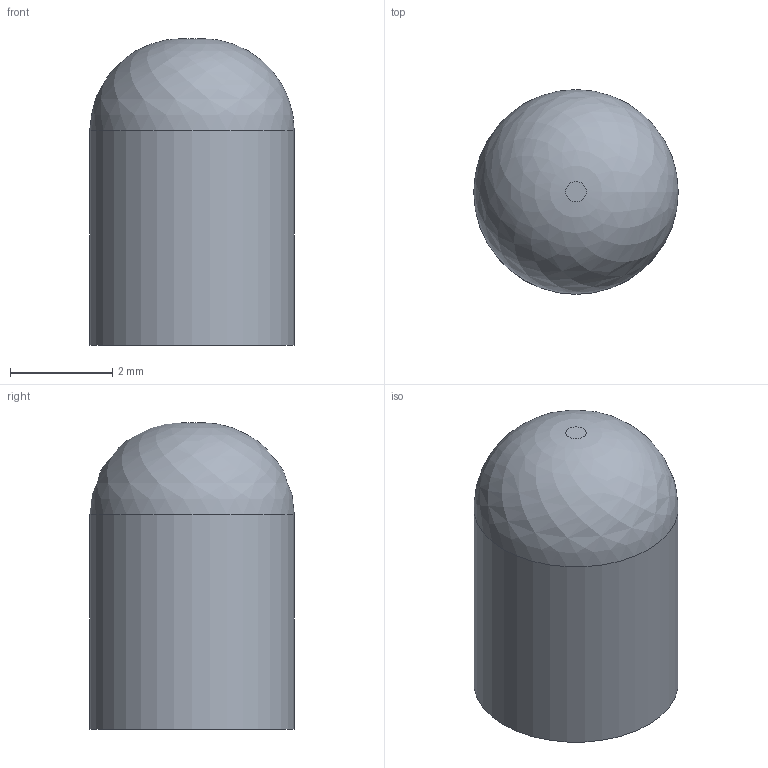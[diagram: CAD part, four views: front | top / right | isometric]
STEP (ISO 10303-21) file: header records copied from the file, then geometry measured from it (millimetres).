
FILE_DESCRIPTION(('FreeCAD Model'),'2;1');
FILE_NAME( 'limiter.step', '2022-11-01T23:37:17',('Author'),(''), 'Open CASCADE STEP processor 7.3','FreeCAD','Unknown');
FILE_SCHEMA(('AUTOMOTIVE_DESIGN { 1 0 10303 214 1 1 1 1 }'));
Length unit declared in the file: millimetre
Products named in the file (1): limitter
Bounding box: 4 x 4 x 6 mm (x, y, z)
Volume: 46.6 mm3; surface area: 123.7 mm2
Topology: 1 solids, 1 shells, 7 faces, 10 edges, 6 vertices
Faces by surface type: plane 3, cylinder 2, cone 1, revolution 1
Full cylindrical faces by diameter (mm): 2.3 x1, 4 x1
Entity records: 354 total; most frequent: CARTESIAN_POINT 60, DIRECTION 48, ORIENTED_EDGE 20, PCURVE 20, DEFINITIONAL_REPRESENTATION 20, LINE 15, VECTOR 15, AXIS2_PLACEMENT_3D 14
